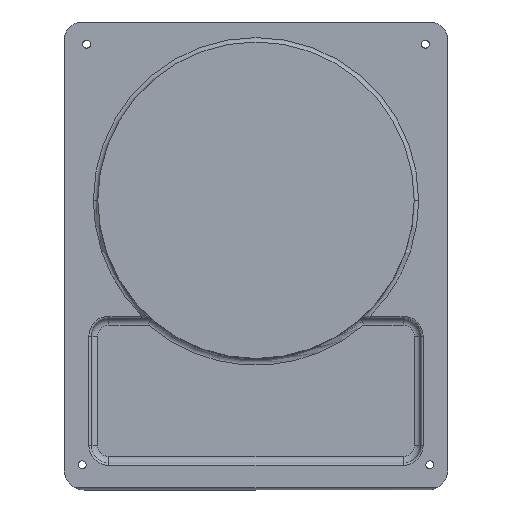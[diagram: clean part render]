
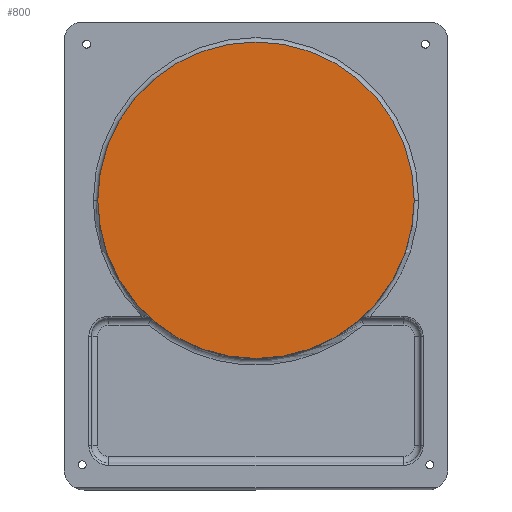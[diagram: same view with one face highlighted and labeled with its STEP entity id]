
A CAD part, top view. The second image highlights one B-rep face of the part: STEP entity #800.
In plain terms, the highlighted planar face has unit normal (0, 0, 1).
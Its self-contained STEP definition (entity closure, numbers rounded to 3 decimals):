
#411 = CARTESIAN_POINT ( 'NONE',  ( 0., 0., 12. ) ) ;
#661 = DIRECTION ( 'NONE',  ( 0., 0., 1. ) ) ;
#800 = ADVANCED_FACE ( 'NONE', ( #13457 ), #7656, .T. ) ;
#928 = CARTESIAN_POINT ( 'NONE',  ( 0., 0., 12. ) ) ;
#1549 = AXIS2_PLACEMENT_3D ( 'NONE', #411, #15583, #3052 ) ;
#3052 = DIRECTION ( 'NONE',  ( 1., 0., 0. ) ) ;
#3385 = EDGE_CURVE ( 'NONE', #5529, #8528, #11493, .T. ) ;
#5529 = VERTEX_POINT ( 'NONE', #8277 ) ;
#6634 = ORIENTED_EDGE ( 'NONE', *, *, #11181, .T. ) ;
#7656 = PLANE ( 'NONE',  #10872 ) ;
#8277 = CARTESIAN_POINT ( 'NONE',  ( -71., 0., 12. ) ) ;
#8528 = VERTEX_POINT ( 'NONE', #12135 ) ;
#8688 = DIRECTION ( 'NONE',  ( 1., 0., 0. ) ) ;
#10071 = DIRECTION ( 'NONE',  ( 0., 0., 1. ) ) ;
#10872 = AXIS2_PLACEMENT_3D ( 'NONE', #928, #661, #15930 ) ;
#10902 = AXIS2_PLACEMENT_3D ( 'NONE', #13011, #10071, #8688 ) ;
#11181 = EDGE_CURVE ( 'NONE', #8528, #5529, #15582, .T. ) ;
#11493 = CIRCLE ( 'NONE', #1549, 71. ) ;
#12135 = CARTESIAN_POINT ( 'NONE',  ( 71., 0., 12. ) ) ;
#13011 = CARTESIAN_POINT ( 'NONE',  ( 0., 0., 12. ) ) ;
#13457 = FACE_OUTER_BOUND ( 'NONE', #15465, .T. ) ;
#15465 = EDGE_LOOP ( 'NONE', ( #6634, #16939 ) ) ;
#15582 = CIRCLE ( 'NONE', #10902, 71. ) ;
#15583 = DIRECTION ( 'NONE',  ( 0., 0., 1. ) ) ;
#15930 = DIRECTION ( 'NONE',  ( 1., 0., 0. ) ) ;
#16939 = ORIENTED_EDGE ( 'NONE', *, *, #3385, .T. ) ;
